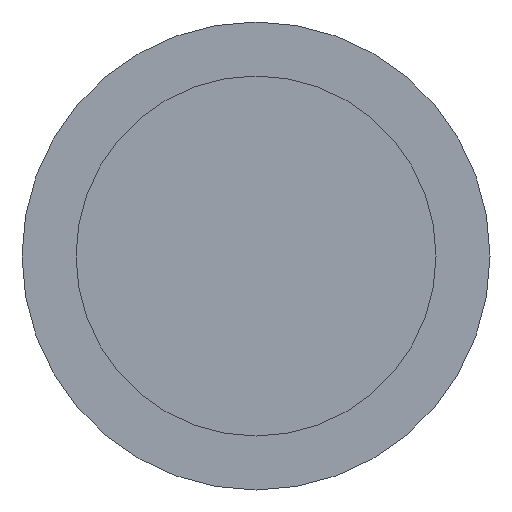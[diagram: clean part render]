
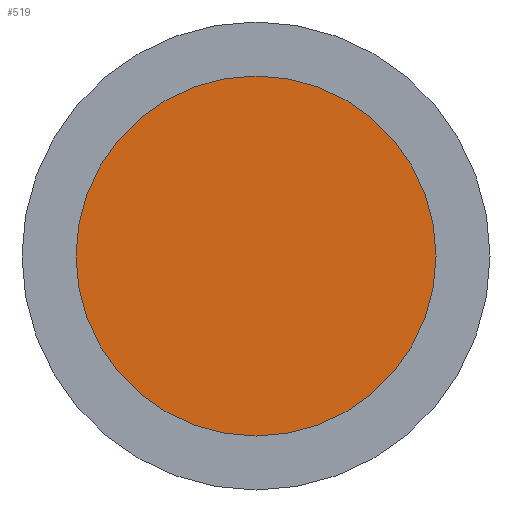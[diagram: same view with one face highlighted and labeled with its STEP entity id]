
A CAD part, front view. The second image highlights one B-rep face of the part: STEP entity #519.
In plain terms, the highlighted planar face has unit normal (0, -1, 0).
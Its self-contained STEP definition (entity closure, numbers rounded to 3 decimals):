
#7 = CIRCLE ( 'NONE', #497, 15. ) ;
#14 = AXIS2_PLACEMENT_3D ( 'NONE', #15, #141, #490 ) ;
#15 = CARTESIAN_POINT ( 'NONE',  ( 0., 0., 0. ) ) ;
#31 = ORIENTED_EDGE ( 'NONE', *, *, #410, .T. ) ;
#59 = FACE_OUTER_BOUND ( 'NONE', #333, .T. ) ;
#95 = CIRCLE ( 'NONE', #441, 15. ) ;
#99 = CARTESIAN_POINT ( 'NONE',  ( 0., 0., 15. ) ) ;
#141 = DIRECTION ( 'NONE',  ( 0., -1., 0. ) ) ;
#207 = ORIENTED_EDGE ( 'NONE', *, *, #266, .T. ) ;
#227 = CARTESIAN_POINT ( 'NONE',  ( 0., 0., 0. ) ) ;
#266 = EDGE_CURVE ( 'NONE', #513, #327, #7, .T. ) ;
#288 = CARTESIAN_POINT ( 'NONE',  ( 0., 0., -15. ) ) ;
#327 = VERTEX_POINT ( 'NONE', #288 ) ;
#333 = EDGE_LOOP ( 'NONE', ( #31, #207 ) ) ;
#340 = DIRECTION ( 'NONE',  ( 0., 0., -1. ) ) ;
#361 = PLANE ( 'NONE',  #14 ) ;
#376 = CARTESIAN_POINT ( 'NONE',  ( 0., 0., 0. ) ) ;
#387 = DIRECTION ( 'NONE',  ( 0., -1., 0. ) ) ;
#410 = EDGE_CURVE ( 'NONE', #327, #513, #95, .T. ) ;
#413 = DIRECTION ( 'NONE',  ( 0., -1., 0. ) ) ;
#441 = AXIS2_PLACEMENT_3D ( 'NONE', #227, #387, #340 ) ;
#490 = DIRECTION ( 'NONE',  ( 0., 0., -1. ) ) ;
#497 = AXIS2_PLACEMENT_3D ( 'NONE', #376, #413, #550 ) ;
#513 = VERTEX_POINT ( 'NONE', #99 ) ;
#519 = ADVANCED_FACE ( 'NONE', ( #59 ), #361, .T. ) ;
#550 = DIRECTION ( 'NONE',  ( 0., 0., -1. ) ) ;
